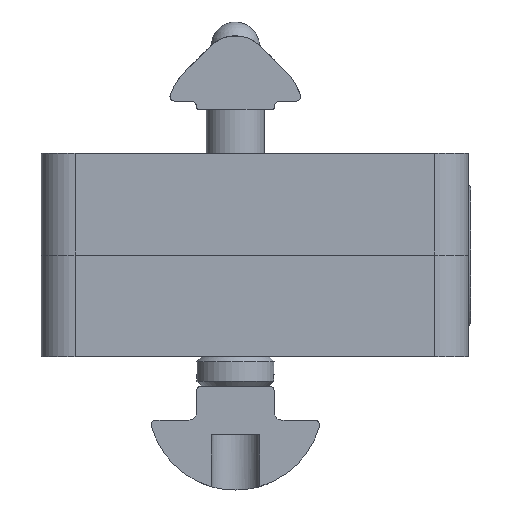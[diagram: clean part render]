
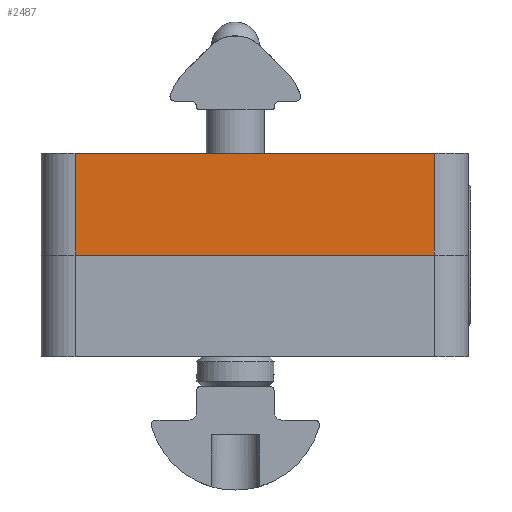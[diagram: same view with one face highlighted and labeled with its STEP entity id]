
A CAD part, left-side view. The second image highlights one B-rep face of the part: STEP entity #2487.
In plain terms, the highlighted face is planar.
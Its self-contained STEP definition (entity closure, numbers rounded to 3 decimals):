
#641=CARTESIAN_POINT('',(40.,18.5,-5.25));
#642=VERTEX_POINT('',#641);
#652=CARTESIAN_POINT('',(40.0,-18.5,-5.25));
#653=VERTEX_POINT('',#652);
#654=CARTESIAN_POINT('',(40.0,-18.5,-5.25));
#655=DIRECTION('',(0.0,1.0,0.0));
#656=VECTOR('',#655,37.);
#657=LINE('',#654,#656);
#658=EDGE_CURVE('',#653,#642,#657,.T.);
#1375=CARTESIAN_POINT('',(40.0,-18.5,5.25));
#1376=VERTEX_POINT('',#1375);
#1384=CARTESIAN_POINT('',(40.,18.5,5.25));
#1385=VERTEX_POINT('',#1384);
#1386=CARTESIAN_POINT('',(40.,18.5,5.25));
#1387=DIRECTION('',(0.0,-1.0,0.0));
#1388=VECTOR('',#1387,37.);
#1389=LINE('',#1386,#1388);
#1390=EDGE_CURVE('',#1385,#1376,#1389,.T.);
#2387=CARTESIAN_POINT('',(40.,18.5,5.25));
#2388=DIRECTION('',(0.0,0.0,-1.0));
#2389=VECTOR('',#2388,10.5);
#2390=LINE('',#2387,#2389);
#2391=EDGE_CURVE('',#1385,#642,#2390,.T.);
#2455=CARTESIAN_POINT('',(40.0,-18.5,-5.25));
#2456=DIRECTION('',(0.0,0.0,1.0));
#2457=VECTOR('',#2456,10.5);
#2458=LINE('',#2455,#2457);
#2459=EDGE_CURVE('',#653,#1376,#2458,.T.);
#2476=CARTESIAN_POINT('',(40.,22.,0.0));
#2477=DIRECTION('',(1.0,0.0,0.0));
#2478=DIRECTION('',(0.0,0.0,-1.0));
#2479=AXIS2_PLACEMENT_3D('',#2476,#2477,#2478);
#2480=PLANE('',#2479);
#2481=ORIENTED_EDGE('',*,*,#2391,.F.);
#2482=ORIENTED_EDGE('',*,*,#1390,.T.);
#2483=ORIENTED_EDGE('',*,*,#2459,.F.);
#2484=ORIENTED_EDGE('',*,*,#658,.T.);
#2485=EDGE_LOOP('',(#2481,#2482,#2483,#2484));
#2486=FACE_OUTER_BOUND('',#2485,.T.);
#2487=ADVANCED_FACE('',(#2486),#2480,.T.);
